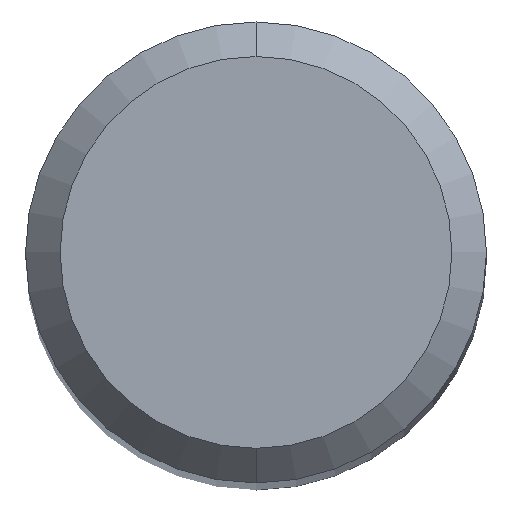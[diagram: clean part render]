
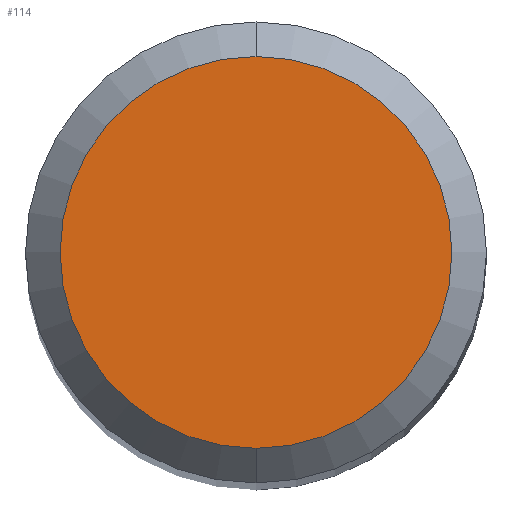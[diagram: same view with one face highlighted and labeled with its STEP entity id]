
A CAD part, top view. The second image highlights one B-rep face of the part: STEP entity #114.
In plain terms, the highlighted planar face has unit normal (0, 0, 1).
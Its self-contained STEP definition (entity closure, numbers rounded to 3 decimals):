
#92=VERTEX_POINT('',#229);
#114=ADVANCED_FACE('',(#253),#254,.T.);
#170=EDGE_CURVE('',#208,#92,#317,.T.);
#192=EDGE_CURVE('',#92,#208,#344,.T.);
#208=VERTEX_POINT('',#361);
#229=CARTESIAN_POINT('',(0.,-1.7,0.01));
#253=FACE_OUTER_BOUND('',#406,.T.);
#254=PLANE('',#407);
#317=CIRCLE('',#482,1.7);
#344=CIRCLE('',#517,1.7);
#361=CARTESIAN_POINT('',(0.0,1.7,0.01));
#406=EDGE_LOOP('',(#578,#579));
#407=AXIS2_PLACEMENT_3D('',#580,#581,#582);
#482=AXIS2_PLACEMENT_3D('',#658,#659,#660);
#517=AXIS2_PLACEMENT_3D('',#695,#696,#697);
#578=ORIENTED_EDGE('',*,*,#170,.F.);
#579=ORIENTED_EDGE('',*,*,#192,.F.);
#580=CARTESIAN_POINT('',(0.0,0.85,0.01));
#581=DIRECTION('',(-0.0,0.0,1.0));
#582=DIRECTION('',(0.0,-1.0,0.0));
#658=CARTESIAN_POINT('',(0.0,0.0,0.01));
#659=DIRECTION('',(0.0,0.0,-1.0));
#660=DIRECTION('',(0.0,1.0,0.0));
#695=CARTESIAN_POINT('',(0.0,0.0,0.01));
#696=DIRECTION('',(0.0,0.0,-1.0));
#697=DIRECTION('',(0.0,1.0,0.0));
